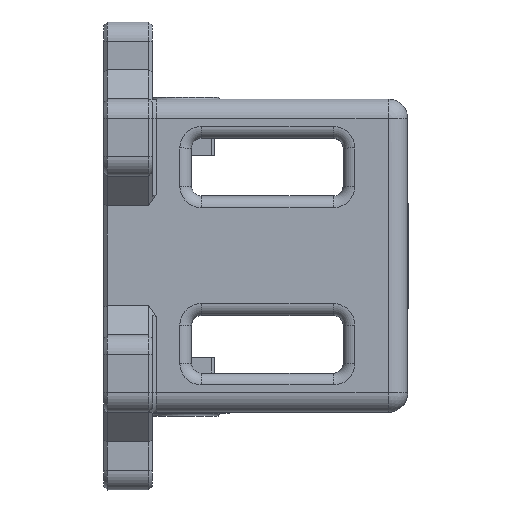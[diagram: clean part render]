
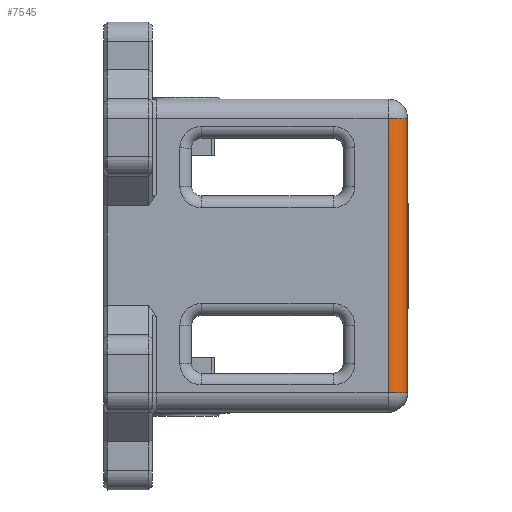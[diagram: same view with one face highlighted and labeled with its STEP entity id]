
A CAD part, top view. The second image highlights one B-rep face of the part: STEP entity #7545.
In plain terms, the highlighted cylindrical face has radius 2 mm (diameter 4 mm), a partial arc.
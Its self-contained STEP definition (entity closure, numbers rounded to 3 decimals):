
#372=CYLINDRICAL_SURFACE('',#8270,2.);
#715=FACE_OUTER_BOUND('',#1208,.T.);
#1208=EDGE_LOOP('',(#6272,#6273,#6274,#6275));
#1522=LINE('',#12746,#2186);
#1865=LINE('',#18058,#2529);
#2186=VECTOR('',#8885,10.);
#2529=VECTOR('',#10094,10.);
#2962=CIRCLE('',#8265,2.);
#2963=CIRCLE('',#8268,2.);
#3260=VERTEX_POINT('',#12743);
#3261=VERTEX_POINT('',#12745);
#3595=VERTEX_POINT('',#18048);
#3596=VERTEX_POINT('',#18054);
#3970=EDGE_CURVE('',#3261,#3260,#1522,.T.);
#4547=EDGE_CURVE('',#3260,#3595,#2962,.T.);
#4549=EDGE_CURVE('',#3596,#3261,#2963,.T.);
#4551=EDGE_CURVE('',#3595,#3596,#1865,.T.);
#6272=ORIENTED_EDGE('',*,*,#4551,.T.);
#6273=ORIENTED_EDGE('',*,*,#4549,.T.);
#6274=ORIENTED_EDGE('',*,*,#3970,.T.);
#6275=ORIENTED_EDGE('',*,*,#4547,.T.);
#7545=ADVANCED_FACE('',(#715),#372,.T.);
#8265=AXIS2_PLACEMENT_3D('',#18050,#10081,#10082);
#8268=AXIS2_PLACEMENT_3D('',#18055,#10088,#10089);
#8270=AXIS2_PLACEMENT_3D('',#18057,#10092,#10093);
#8885=DIRECTION('',(0.,-1.,0.));
#10081=DIRECTION('center_axis',(0.,1.,0.));
#10082=DIRECTION('ref_axis',(0.,0.,
1.));
#10088=DIRECTION('center_axis',(0.,-1.,0.));
#10089=DIRECTION('ref_axis',(1.,0.,0.));
#10092=DIRECTION('center_axis',(0.,1.,0.));
#10093=DIRECTION('ref_axis',(0.707,0.,0.707));
#10094=DIRECTION('',(0.,1.,0.));
#12743=CARTESIAN_POINT('',(33.683,-2.887,85.268));
#12745=CARTESIAN_POINT('',(33.683,25.113,85.268));
#12746=CARTESIAN_POINT('',(33.683,2.613,85.268));
#18048=CARTESIAN_POINT('',(35.683,-2.887,83.268));
#18050=CARTESIAN_POINT('Origin',(33.683,-2.887,83.268));
#18054=CARTESIAN_POINT('',(35.683,25.113,83.268));
#18055=CARTESIAN_POINT('Origin',(33.683,25.113,83.268));
#18057=CARTESIAN_POINT('Origin',(33.683,2.613,83.268));
#18058=CARTESIAN_POINT('',(35.683,2.613,83.268));
